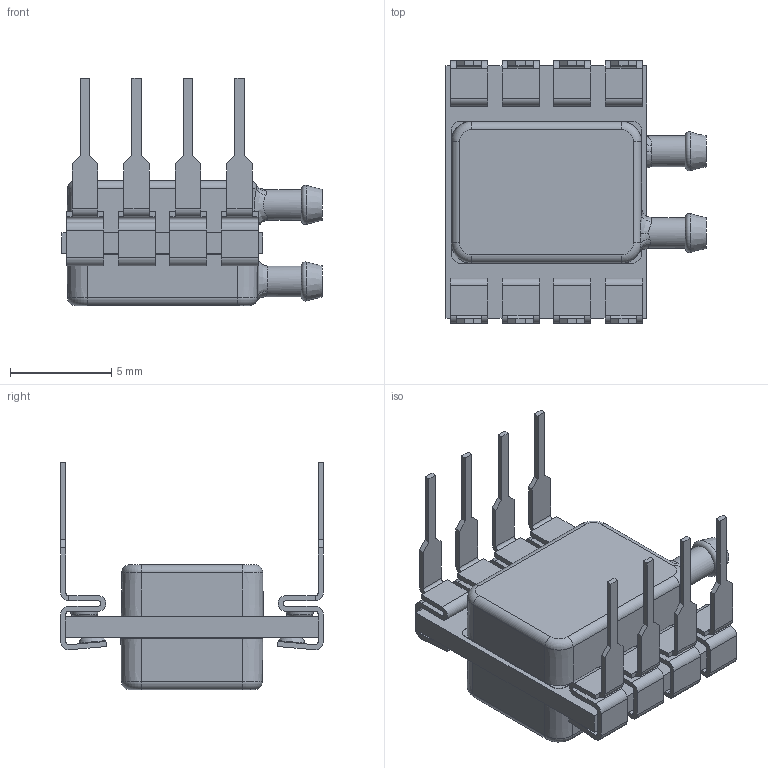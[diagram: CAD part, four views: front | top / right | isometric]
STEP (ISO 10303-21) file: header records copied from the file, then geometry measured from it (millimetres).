
FILE_DESCRIPTION(/* description */ (''),/* implementation_level */ '2;1');
FILE_NAME(/* name */ 'trustability-dip-rr-cad-model.step',/* time_stamp */ '2020-11-24T12:56:00+02:00',/* author */ (''),/* organization */ (''),/* preprocessor_version */ 'ST-DEVELOPER v18.1',/* originating_system */ 'Autodesk Translation Framework v9.3.0.1241',/* authorisation */ '');
FILE_SCHEMA (('AUTOMOTIVE_DESIGN { 1 0 10303 214 3 1 1 }'));
Length unit declared in the file: inch
Products named in the file (1): (Unsaved)
Bounding box: 12.83 x 12.95 x 11.21 mm (x, y, z)
Volume: 505.8 mm3; surface area: 838.6 mm2
Topology: 1 solids, 3 shells, 429 faces, 1131 edges, 730 vertices
Faces by surface type: plane 255, cylinder 84, cone 44, torus 26, bspline 20
Full cylindrical faces by diameter (mm): 0.229 x1, 1.52 x2
Entity records: 14518 total; most frequent: CARTESIAN_POINT 3655, DIRECTION 2275, ORIENTED_EDGE 2262, EDGE_CURVE 1131, AXIS2_PLACEMENT_3D 780, VERTEX_POINT 730, LINE 715, VECTOR 715
